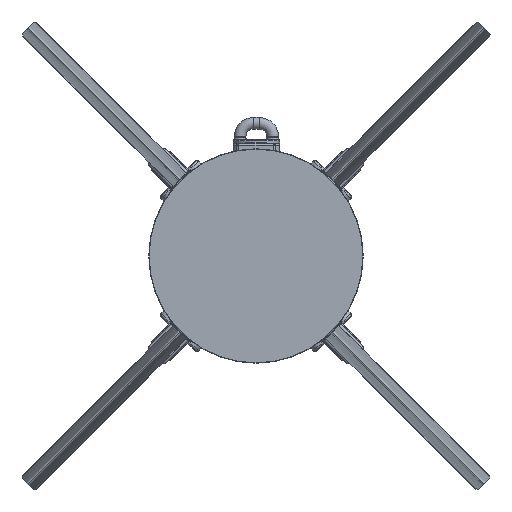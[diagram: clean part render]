
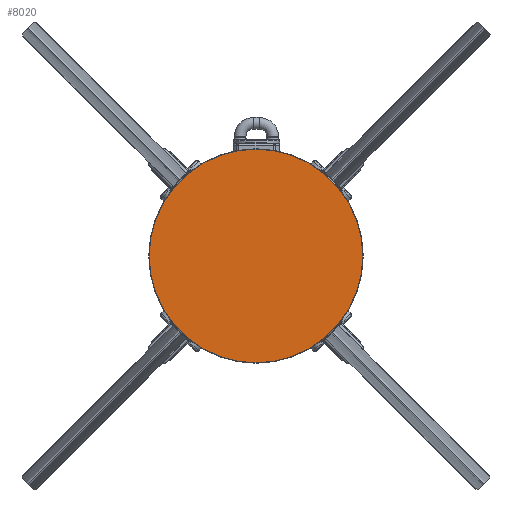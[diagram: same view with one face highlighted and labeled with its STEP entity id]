
A CAD part, left-side view. The second image highlights one B-rep face of the part: STEP entity #8020.
In plain terms, the highlighted planar face has unit normal (-1, 0, 0).
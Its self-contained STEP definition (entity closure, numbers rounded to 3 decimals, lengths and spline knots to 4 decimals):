
#363=PLANE('',#8609);
#1898=FACE_OUTER_BOUND('',#2440,.T.);
#2440=EDGE_LOOP('',(#5570));
#3092=CIRCLE('',#8604,7.97);
#3632=VERTEX_POINT('',#12429);
#4361=EDGE_CURVE('',#3632,#3632,#3092,.T.);
#5570=ORIENTED_EDGE('',*,*,#4361,.F.);
#8020=ADVANCED_FACE('',(#1898),#363,.T.);
#8604=AXIS2_PLACEMENT_3D('',#12430,#9696,#9697);
#8609=AXIS2_PLACEMENT_3D('',#12438,#9707,#9708);
#9696=DIRECTION('center_axis',(1.,0.,0.));
#9697=DIRECTION('ref_axis',(0.,0.,-1.));
#9707=DIRECTION('center_axis',(-1.,0.,0.));
#9708=DIRECTION('ref_axis',(0.,0.,1.));
#12429=CARTESIAN_POINT('',(0.,0.,-7.97));
#12430=CARTESIAN_POINT('Origin',(0.,0.,0.));
#12438=CARTESIAN_POINT('Origin',(0.,0.,0.));
